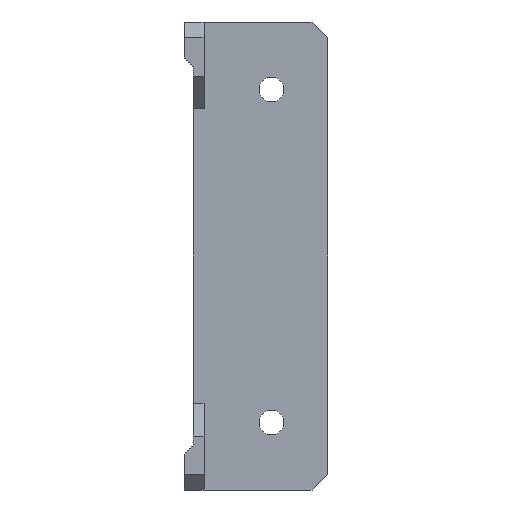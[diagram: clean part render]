
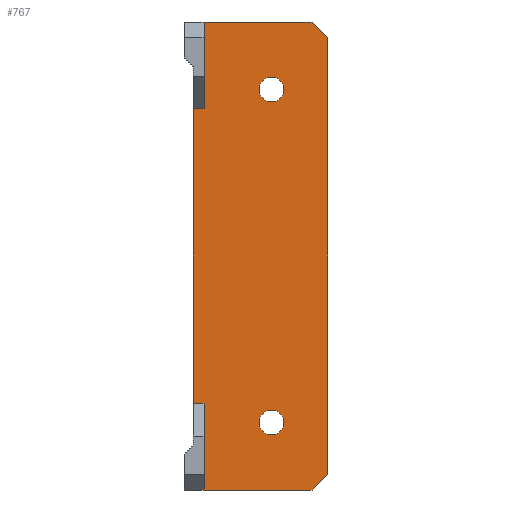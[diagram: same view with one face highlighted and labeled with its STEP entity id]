
A CAD part, left-side view. The second image highlights one B-rep face of the part: STEP entity #767.
In plain terms, the highlighted planar face has unit normal (-1, 0, 0).
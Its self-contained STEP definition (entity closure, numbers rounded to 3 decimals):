
#25=FACE_BOUND('',#102,.T.);
#26=FACE_BOUND('',#103,.T.);
#37=CIRCLE('',#824,2.75);
#38=CIRCLE('',#825,2.75);
#59=FACE_OUTER_BOUND('',#101,.T.);
#101=EDGE_LOOP('',(#581,#582,#583,#584,#585,#586,#587,#588,#589,#590));
#102=EDGE_LOOP('',(#591));
#103=EDGE_LOOP('',(#592));
#149=LINE('',#1089,#245);
#181=LINE('',#1162,#277);
#185=LINE('',#1170,#281);
#186=LINE('',#1172,#282);
#187=LINE('',#1174,#283);
#188=LINE('',#1176,#284);
#189=LINE('',#1177,#285);
#190=LINE('',#1179,#286);
#191=LINE('',#1181,#287);
#192=LINE('',#1182,#288);
#245=VECTOR('',#877,10.);
#277=VECTOR('',#941,10.);
#281=VECTOR('',#947,10.);
#282=VECTOR('',#948,10.);
#283=VECTOR('',#949,10.);
#284=VECTOR('',#950,10.);
#285=VECTOR('',#951,10.);
#286=VECTOR('',#952,10.);
#287=VECTOR('',#953,10.);
#288=VECTOR('',#954,10.);
#340=VERTEX_POINT('',#1086);
#341=VERTEX_POINT('',#1088);
#365=VERTEX_POINT('',#1160);
#366=VERTEX_POINT('',#1161);
#369=VERTEX_POINT('',#1169);
#370=VERTEX_POINT('',#1171);
#371=VERTEX_POINT('',#1173);
#372=VERTEX_POINT('',#1175);
#373=VERTEX_POINT('',#1178);
#374=VERTEX_POINT('',#1180);
#375=VERTEX_POINT('',#1183);
#376=VERTEX_POINT('',#1185);
#413=EDGE_CURVE('',#341,#340,#149,.T.);
#449=EDGE_CURVE('',#365,#366,#181,.T.);
#453=EDGE_CURVE('',#365,#369,#185,.T.);
#454=EDGE_CURVE('',#370,#369,#186,.T.);
#455=EDGE_CURVE('',#370,#371,#187,.T.);
#456=EDGE_CURVE('',#371,#372,#188,.T.);
#457=EDGE_CURVE('',#341,#372,#189,.T.);
#458=EDGE_CURVE('',#373,#340,#190,.T.);
#459=EDGE_CURVE('',#373,#374,#191,.T.);
#460=EDGE_CURVE('',#374,#366,#192,.T.);
#461=EDGE_CURVE('',#375,#375,#37,.T.);
#462=EDGE_CURVE('',#376,#376,#38,.T.);
#581=ORIENTED_EDGE('',*,*,#449,.F.);
#582=ORIENTED_EDGE('',*,*,#453,.T.);
#583=ORIENTED_EDGE('',*,*,#454,.F.);
#584=ORIENTED_EDGE('',*,*,#455,.T.);
#585=ORIENTED_EDGE('',*,*,#456,.T.);
#586=ORIENTED_EDGE('',*,*,#457,.F.);
#587=ORIENTED_EDGE('',*,*,#413,.T.);
#588=ORIENTED_EDGE('',*,*,#458,.F.);
#589=ORIENTED_EDGE('',*,*,#459,.T.);
#590=ORIENTED_EDGE('',*,*,#460,.T.);
#591=ORIENTED_EDGE('',*,*,#461,.T.);
#592=ORIENTED_EDGE('',*,*,#462,.T.);
#735=PLANE('',#823);
#767=ADVANCED_FACE('',(#59,#25,#26),#735,.T.);
#823=AXIS2_PLACEMENT_3D('',#1168,#945,#946);
#824=AXIS2_PLACEMENT_3D('',#1184,#955,#956);
#825=AXIS2_PLACEMENT_3D('',#1186,#957,#958);
#877=DIRECTION('',(0.,0.,-1.));
#941=DIRECTION('',(0.,0.707,-0.707));
#945=DIRECTION('center_axis',(-1.,0.,0.));
#946=DIRECTION('ref_axis',(0.,-1.,0.));
#947=DIRECTION('',(0.,0.,1.));
#948=DIRECTION('',(0.,-0.707,-0.707));
#949=DIRECTION('',(0.,1.,0.));
#950=DIRECTION('',(0.,0.,-1.));
#951=DIRECTION('',(0.,-1.,0.));
#952=DIRECTION('',(0.,1.,0.));
#953=DIRECTION('',(0.,0.,-1.));
#954=DIRECTION('',(0.,-1.,0.));
#955=DIRECTION('center_axis',(1.,0.,0.));
#956=DIRECTION('ref_axis',(0.,-1.,0.));
#957=DIRECTION('center_axis',(1.,0.,0.));
#958=DIRECTION('ref_axis',(0.,-1.,0.));
#1086=CARTESIAN_POINT('',(-17.424,2.4,-32.7));
#1088=CARTESIAN_POINT('',(-17.424,2.4,32.7));
#1089=CARTESIAN_POINT('',(-17.424,2.4,-52.));
#1160=CARTESIAN_POINT('',(-17.424,-27.49,-48.5));
#1161=CARTESIAN_POINT('',(-17.424,-23.99,-52.));
#1162=CARTESIAN_POINT('',(-17.424,-35.004,-40.986));
#1168=CARTESIAN_POINT('Origin',(-17.424,-12.545,0.));
#1169=CARTESIAN_POINT('',(-17.424,-27.49,48.5));
#1170=CARTESIAN_POINT('',(-17.424,-27.49,-275.));
#1171=CARTESIAN_POINT('',(-17.424,-23.99,52.));
#1172=CARTESIAN_POINT('',(-17.424,-35.004,40.986));
#1173=CARTESIAN_POINT('',(-17.424,0.,52.));
#1174=CARTESIAN_POINT('',(-17.424,0.,52.));
#1175=CARTESIAN_POINT('',(-17.424,0.,32.7));
#1176=CARTESIAN_POINT('',(-17.424,0.,20.));
#1177=CARTESIAN_POINT('',(-17.424,-5.073,32.7));
#1178=CARTESIAN_POINT('',(-17.424,0.,-32.7));
#1179=CARTESIAN_POINT('',(-17.424,-6.273,-32.7));
#1180=CARTESIAN_POINT('',(-17.424,0.,-52.));
#1181=CARTESIAN_POINT('',(-17.424,0.,-26.));
#1182=CARTESIAN_POINT('',(-17.424,0.,-52.));
#1183=CARTESIAN_POINT('',(-17.424,-12.24,-37.));
#1184=CARTESIAN_POINT('Origin',(-17.424,-14.99,-37.));
#1185=CARTESIAN_POINT('',(-17.424,-12.24,37.));
#1186=CARTESIAN_POINT('Origin',(-17.424,-14.99,37.));
